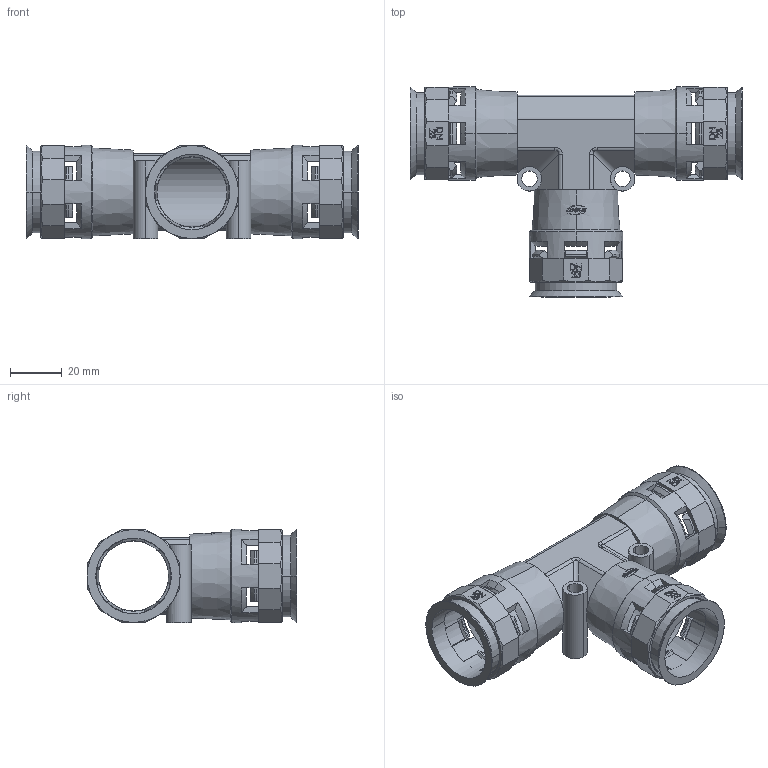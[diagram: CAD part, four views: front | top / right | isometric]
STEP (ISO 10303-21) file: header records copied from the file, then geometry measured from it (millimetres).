
FILE_DESCRIPTION (( 'STEP AP203' ), '1' );
FILE_NAME ('(TSD-232323-)_I3040_0026_04_0.STEP', '2012-06-20T05:44:39', ( 'Llorenç' ), ( '' ), 'SwSTEP 2.0', 'SolidWorks 2007', '' );
FILE_SCHEMA (( 'CONFIG_CONTROL_DESIGN' ));
Length unit declared in the file: millimetre
Products named in the file (1): (TSD-232323-)_I3040_0026_04_0
Bounding box: 128.35 x 81.17 x 36 mm (x, y, z)
Volume: 39132.1 mm3; surface area: 43938.5 mm2
Topology: 7 solids, 7 shells, 754 faces, 2132 edges, 1378 vertices
Faces by surface type: plane 288, bspline 178, cone 151, cylinder 137
Entity records: 31651 total; most frequent: CARTESIAN_POINT 13521, ORIENTED_EDGE 4264, DIRECTION 3061, EDGE_CURVE 2132, VERTEX_POINT 1378, AXIS2_PLACEMENT_3D 1057, VECTOR 947, LINE 947
